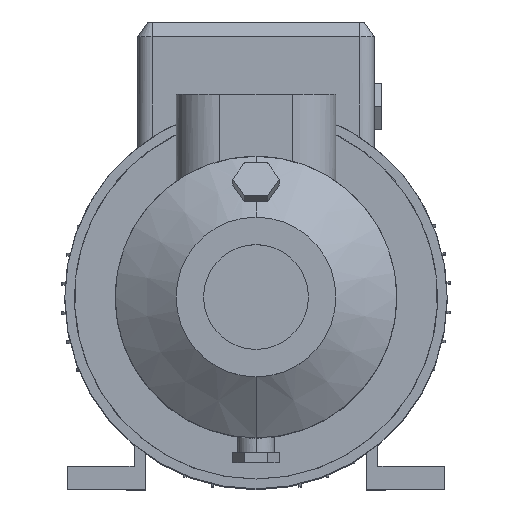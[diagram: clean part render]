
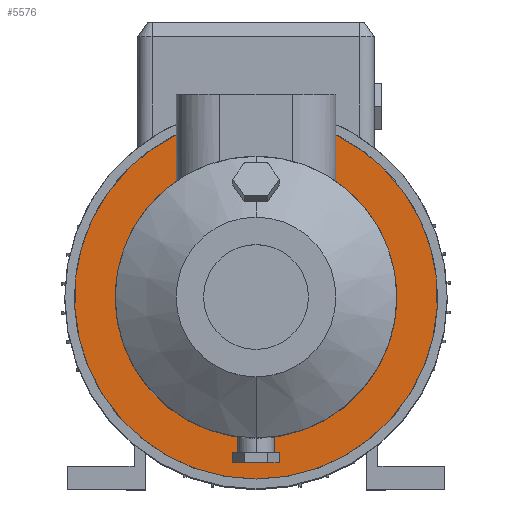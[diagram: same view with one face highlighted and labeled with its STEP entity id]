
A CAD part, top view. The second image highlights one B-rep face of the part: STEP entity #5576.
In plain terms, the highlighted planar face has unit normal (0, 0, 1).
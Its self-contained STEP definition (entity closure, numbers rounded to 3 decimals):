
#72 = CIRCLE ( 'NONE', #10710, 97. ) ;
#77 = EDGE_CURVE ( 'NONE', #4734, #7788, #72, .T. ) ;
#138 = ORIENTED_EDGE ( 'NONE', *, *, #9429, .T. ) ;
#208 = VERTEX_POINT ( 'NONE', #4995 ) ;
#332 = ORIENTED_EDGE ( 'NONE', *, *, #2515, .F. ) ;
#400 = DIRECTION ( 'NONE',  ( 0., 0., 1. ) ) ;
#505 = DIRECTION ( 'NONE',  ( 0., -1., 0. ) ) ;
#562 = DIRECTION ( 'NONE',  ( 0., 1., 0. ) ) ;
#1034 = CARTESIAN_POINT ( 'NONE',  ( -55., -131.702, -43. ) ) ;
#1208 = CARTESIAN_POINT ( 'NONE',  ( 0., 0., -43. ) ) ;
#1326 = CARTESIAN_POINT ( 'NONE',  ( 0., 0., -43. ) ) ;
#1506 = VERTEX_POINT ( 'NONE', #4685 ) ;
#2076 = ORIENTED_EDGE ( 'NONE', *, *, #5952, .T. ) ;
#2149 = DIRECTION ( 'NONE',  ( 0., 1., 0. ) ) ;
#2172 = CARTESIAN_POINT ( 'NONE',  ( 0., 0., -43. ) ) ;
#2185 = CIRCLE ( 'NONE', #4544, 125. ) ;
#2274 = DIRECTION ( 'NONE',  ( 0., -1., 0. ) ) ;
#2515 = EDGE_CURVE ( 'NONE', #1506, #208, #6573, .T. ) ;
#2556 = CARTESIAN_POINT ( 'NONE',  ( -55., 79.9, -43. ) ) ;
#2785 = CIRCLE ( 'NONE', #10663, 97. ) ;
#2988 = VERTEX_POINT ( 'NONE', #3114 ) ;
#3015 = ORIENTED_EDGE ( 'NONE', *, *, #4521, .T. ) ;
#3112 = ORIENTED_EDGE ( 'NONE', *, *, #77, .F. ) ;
#3114 = CARTESIAN_POINT ( 'NONE',  ( 0., -125., -43. ) ) ;
#3190 = DIRECTION ( 'NONE',  ( 0., 0., 1. ) ) ;
#4142 = VECTOR ( 'NONE', #2149, 1000. ) ;
#4354 = AXIS2_PLACEMENT_3D ( 'NONE', #5669, #7411, #562 ) ;
#4521 = EDGE_CURVE ( 'NONE', #2988, #208, #2185, .T. ) ;
#4544 = AXIS2_PLACEMENT_3D ( 'NONE', #1326, #400, #11004 ) ;
#4685 = CARTESIAN_POINT ( 'NONE',  ( 55., 79.9, -43. ) ) ;
#4734 = VERTEX_POINT ( 'NONE', #2556 ) ;
#4742 = CARTESIAN_POINT ( 'NONE',  ( -55., 112.25, -43. ) ) ;
#4888 = DIRECTION ( 'NONE',  ( 0., 0., 1. ) ) ;
#4908 = CIRCLE ( 'NONE', #5265, 125. ) ;
#4995 = CARTESIAN_POINT ( 'NONE',  ( 55., 112.25, -43. ) ) ;
#5265 = AXIS2_PLACEMENT_3D ( 'NONE', #2172, #3190, #2274 ) ;
#5576 = ADVANCED_FACE ( 'NONE', ( #8377 ), #9407, .F. ) ;
#5616 = EDGE_LOOP ( 'NONE', ( #332, #9065, #3112, #138, #2076, #3015 ) ) ;
#5669 = CARTESIAN_POINT ( 'NONE',  ( 0., 97., -43. ) ) ;
#5897 = CARTESIAN_POINT ( 'NONE',  ( 0., -97., -43. ) ) ;
#5952 = EDGE_CURVE ( 'NONE', #5987, #2988, #4908, .T. ) ;
#5987 = VERTEX_POINT ( 'NONE', #4742 ) ;
#6525 = CARTESIAN_POINT ( 'NONE',  ( 0., 0., -43. ) ) ;
#6573 = LINE ( 'NONE', #7426, #4142 ) ;
#7411 = DIRECTION ( 'NONE',  ( 0., 0., -1. ) ) ;
#7426 = CARTESIAN_POINT ( 'NONE',  ( 55., -131.702, -43. ) ) ;
#7788 = VERTEX_POINT ( 'NONE', #5897 ) ;
#7972 = VECTOR ( 'NONE', #9635, 1000. ) ;
#8377 = FACE_OUTER_BOUND ( 'NONE', #5616, .T. ) ;
#9065 = ORIENTED_EDGE ( 'NONE', *, *, #10779, .F. ) ;
#9324 = DIRECTION ( 'NONE',  ( 0., -1., 0. ) ) ;
#9407 = PLANE ( 'NONE',  #4354 ) ;
#9429 = EDGE_CURVE ( 'NONE', #4734, #5987, #10434, .T. ) ;
#9635 = DIRECTION ( 'NONE',  ( 0., 1., 0. ) ) ;
#9871 = DIRECTION ( 'NONE',  ( 0., 0., 1. ) ) ;
#10434 = LINE ( 'NONE', #1034, #7972 ) ;
#10663 = AXIS2_PLACEMENT_3D ( 'NONE', #1208, #9871, #505 ) ;
#10710 = AXIS2_PLACEMENT_3D ( 'NONE', #6525, #4888, #9324 ) ;
#10779 = EDGE_CURVE ( 'NONE', #7788, #1506, #2785, .T. ) ;
#11004 = DIRECTION ( 'NONE',  ( 0., -1., 0. ) ) ;
